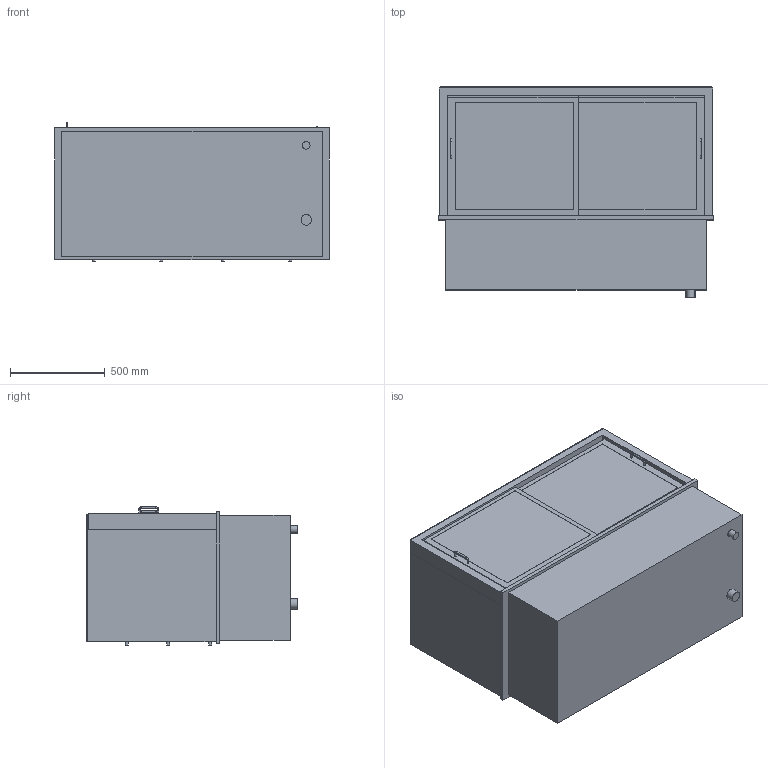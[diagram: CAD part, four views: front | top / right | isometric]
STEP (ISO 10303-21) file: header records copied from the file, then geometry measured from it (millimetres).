
FILE_DESCRIPTION(/* description */ ('vereinfachtes Modell'),/* implementation_level */ '2;1');
FILE_NAME(/* name */ '3D-AKE-00007750.stp',/* time_stamp */ '2024-09-19T13:53:47+02:00',/* author */ ('marina.schachner'),/* organization */ (''),/* preprocessor_version */ 'ST-DEVELOPER v20',/* originating_system */ 'Autodesk Inventor 2024',/* authorisation */ '');
FILE_SCHEMA (('AUTOMOTIVE_DESIGN { 1 0 10303 214 3 1 1 }'));
Length unit declared in the file: millimetre
Products named in the file (1): 3D-AKE-00007750
Bounding box: 1450 x 1114 x 731 mm (x, y, z)
Volume: 159800325.6 mm3; surface area: 21110440.9 mm2
Topology: 65 solids, 65 shells, 493 faces, 1080 edges, 720 vertices
Faces by surface type: plane 405, cylinder 72, cone 12, torus 4
Full cylindrical faces by diameter (mm): 8 x6, 15 x12, 40 x1, 55 x1
Entity records: 13390 total; most frequent: CARTESIAN_POINT 2294, DIRECTION 2248, ORIENTED_EDGE 2160, EDGE_CURVE 1080, LINE 900, VECTOR 900, VERTEX_POINT 720, AXIS2_PLACEMENT_3D 674
